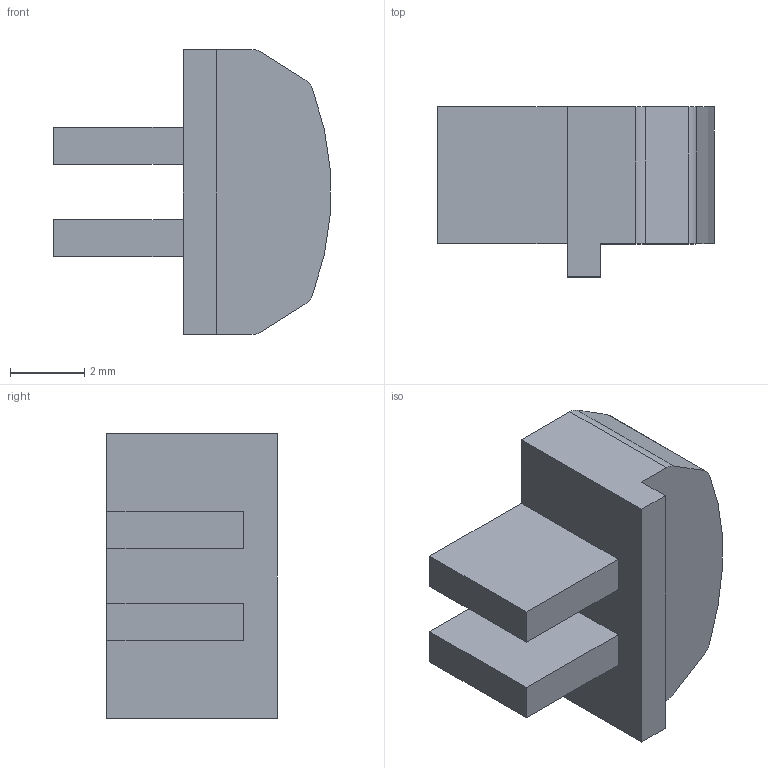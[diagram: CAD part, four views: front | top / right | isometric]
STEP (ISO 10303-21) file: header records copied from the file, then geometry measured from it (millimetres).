
FILE_DESCRIPTION(/* description */ (''),/* implementation_level */ '2;1');
FILE_NAME(/* name */ 'Slide_Switch_Cap.step',/* time_stamp */ '2017-06-28T00:12:36+02:00',/* author */ (''),/* organization */ (''),/* preprocessor_version */ 'ST-DEVELOPER v16.13',/* originating_system */ 'Autodesk Translation Framework v6.1.1.50',/* authorisation */ '');
FILE_SCHEMA (('AUTOMOTIVE_DESIGN { 1 0 10303 214 3 1 1 }'));
Length unit declared in the file: millimetre
Products named in the file (2): TCase2_Simplified v18; SlideSwitchCap v14
Assembly tree (1 placements, depth 2):
  TCase2_Simplified v18
    SlideSwitchCap v14
Bounding box: 7.48 x 4.6 x 7.7 mm (x, y, z)
Volume: 133.4 mm3; surface area: 214 mm2
Topology: 1 solids, 1 shells, 22 faces, 60 edges, 40 vertices
Faces by surface type: plane 17, cylinder 5
Entity records: 834 total; most frequent: CARTESIAN_POINT 125, ORIENTED_EDGE 120, DIRECTION 120, EDGE_CURVE 60, LINE 50, VECTOR 50, VERTEX_POINT 40, AXIS2_PLACEMENT_3D 35
